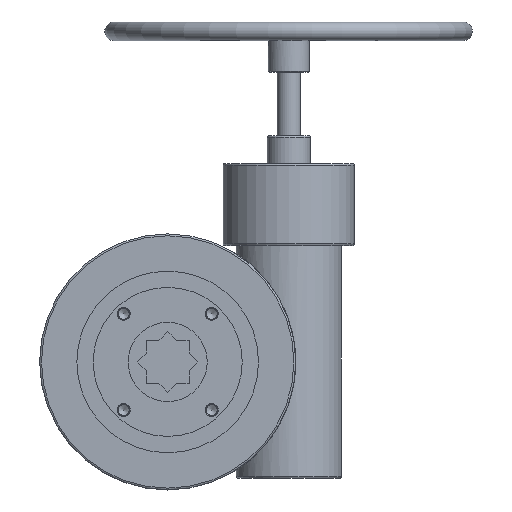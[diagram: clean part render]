
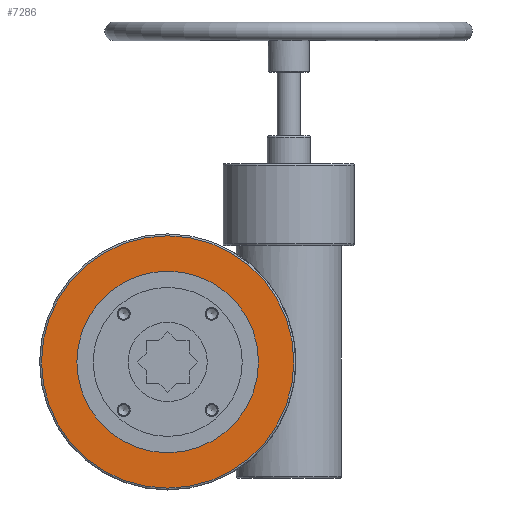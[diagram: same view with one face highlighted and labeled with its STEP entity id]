
A CAD part, front view. The second image highlights one B-rep face of the part: STEP entity #7286.
In plain terms, the highlighted planar face has unit normal (0, -1, 0).
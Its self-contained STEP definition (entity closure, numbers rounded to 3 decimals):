
#1026=FACE_BOUND('',#1864,.T.);
#1069=PLANE('',#7812);
#1451=FACE_OUTER_BOUND('',#1863,.T.);
#1863=EDGE_LOOP('',(#6653,#6654));
#1864=EDGE_LOOP('',(#6655));
#2771=CIRCLE('',#7806,135.5);
#2772=CIRCLE('',#7807,135.5);
#2776=CIRCLE('',#7813,97.5);
#3468=VERTEX_POINT('',#41383);
#3469=VERTEX_POINT('',#41385);
#3475=VERTEX_POINT('',#41501);
#4555=EDGE_CURVE('',#3468,#3469,#2771,.T.);
#4556=EDGE_CURVE('',#3469,#3468,#2772,.T.);
#4564=EDGE_CURVE('',#3475,#3475,#2776,.T.);
#6653=ORIENTED_EDGE('',*,*,#4556,.F.);
#6654=ORIENTED_EDGE('',*,*,#4555,.F.);
#6655=ORIENTED_EDGE('',*,*,#4564,.T.);
#7286=ADVANCED_FACE('',(#1451,#1026),#1069,.F.);
#7806=AXIS2_PLACEMENT_3D('',#41386,#9067,#9068);
#7807=AXIS2_PLACEMENT_3D('',#41387,#9069,#9070);
#7812=AXIS2_PLACEMENT_3D('',#41500,#9080,#9081);
#7813=AXIS2_PLACEMENT_3D('',#41502,#9082,#9083);
#9067=DIRECTION('center_axis',(0.,1.,0.));
#9068=DIRECTION('ref_axis',(1.,0.,0.));
#9069=DIRECTION('center_axis',(0.,1.,0.));
#9070=DIRECTION('ref_axis',(1.,0.,0.));
#9080=DIRECTION('center_axis',(0.,1.,0.));
#9081=DIRECTION('ref_axis',(1.,0.,0.));
#9082=DIRECTION('center_axis',(0.,1.,0.));
#9083=DIRECTION('ref_axis',(1.,0.,0.));
#41383=CARTESIAN_POINT('',(0.,0.,-135.5));
#41385=CARTESIAN_POINT('',(-135.5,0.,0.));
#41386=CARTESIAN_POINT('Origin',(0.,0.,0.));
#41387=CARTESIAN_POINT('Origin',(0.,0.,0.));
#41500=CARTESIAN_POINT('Origin',(0.,0.,0.));
#41501=CARTESIAN_POINT('',(-97.5,0.,0.));
#41502=CARTESIAN_POINT('Origin',(0.,0.,0.));
